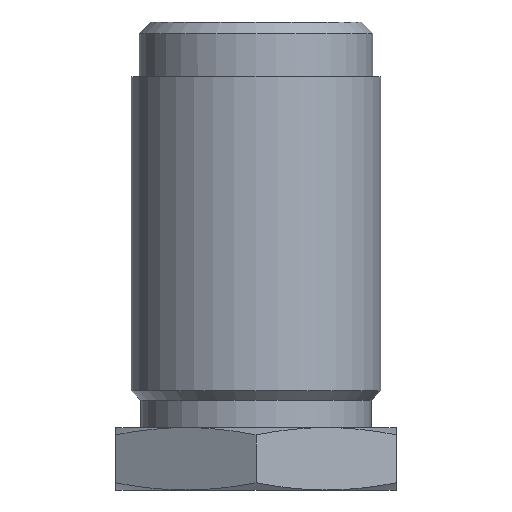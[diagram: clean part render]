
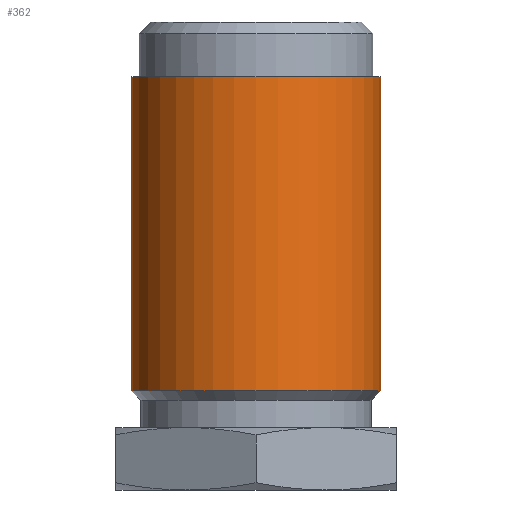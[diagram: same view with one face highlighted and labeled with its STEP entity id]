
A CAD part, front view. The second image highlights one B-rep face of the part: STEP entity #362.
In plain terms, the highlighted cylindrical face has radius 16 mm (diameter 32 mm), a full revolution.
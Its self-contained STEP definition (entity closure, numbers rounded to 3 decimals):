
#60=CYLINDRICAL_SURFACE('',#395,16.);
#65=FACE_BOUND('',#105,.T.);
#78=FACE_OUTER_BOUND('',#104,.T.);
#104=EDGE_LOOP('',(#247));
#105=EDGE_LOOP('',(#248));
#141=CIRCLE('',#394,16.);
#142=CIRCLE('',#396,16.);
#162=VERTEX_POINT('',#551);
#163=VERTEX_POINT('',#554);
#195=EDGE_CURVE('',#162,#162,#141,.T.);
#196=EDGE_CURVE('',#163,#163,#142,.T.);
#247=ORIENTED_EDGE('',*,*,#196,.T.);
#248=ORIENTED_EDGE('',*,*,#195,.F.);
#362=ADVANCED_FACE('',(#78,#65),#60,.T.);
#394=AXIS2_PLACEMENT_3D('',#552,#447,#448);
#395=AXIS2_PLACEMENT_3D('',#553,#449,#450);
#396=AXIS2_PLACEMENT_3D('',#555,#451,#452);
#447=DIRECTION('center_axis',(0.,0.,-1.));
#448=DIRECTION('ref_axis',(-1.,0.,0.));
#449=DIRECTION('center_axis',(0.,0.,1.));
#450=DIRECTION('ref_axis',(-1.,0.,0.));
#451=DIRECTION('center_axis',(0.,0.,-1.));
#452=DIRECTION('ref_axis',(-1.,0.,0.));
#551=CARTESIAN_POINT('',(15.038,18.987,12.75));
#552=CARTESIAN_POINT('Origin',(-0.962,18.987,12.75));
#553=CARTESIAN_POINT('Origin',(-0.962,18.987,8.));
#554=CARTESIAN_POINT('',(15.038,18.987,53.));
#555=CARTESIAN_POINT('Origin',(-0.962,18.987,53.));
